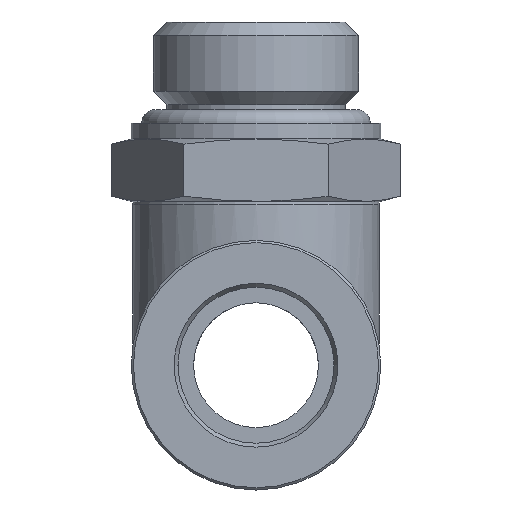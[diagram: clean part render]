
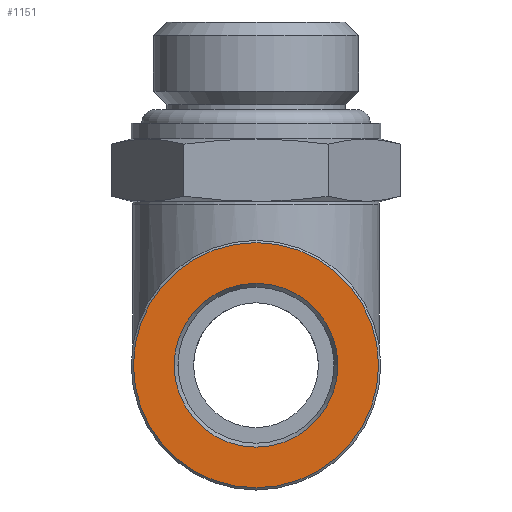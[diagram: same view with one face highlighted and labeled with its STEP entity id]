
A CAD part, left-side view. The second image highlights one B-rep face of the part: STEP entity #1151.
In plain terms, the highlighted planar face has unit normal (-1, 0, 0).
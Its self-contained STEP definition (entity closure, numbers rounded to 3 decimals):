
#38=PLANE('',#1236);
#88=CIRCLE('',#1237,7.859);
#89=CIRCLE('',#1238,5.25);
#170=ORIENTED_EDGE('',*,*,#332,.F.);
#171=ORIENTED_EDGE('',*,*,#333,.T.);
#332=EDGE_CURVE('',#414,#414,#88,.T.);
#333=EDGE_CURVE('',#415,#415,#89,.T.);
#414=VERTEX_POINT('',#1713);
#415=VERTEX_POINT('',#1715);
#506=EDGE_LOOP('',(#170));
#507=EDGE_LOOP('',(#171));
#612=FACE_BOUND('',#506,.T.);
#613=FACE_BOUND('',#507,.T.);
#1151=ADVANCED_FACE('',(#612,#613),#38,.F.);
#1236=AXIS2_PLACEMENT_3D('',#1711,#1389,#1390);
#1237=AXIS2_PLACEMENT_3D('',#1712,#1391,#1392);
#1238=AXIS2_PLACEMENT_3D('',#1714,#1393,#1394);
#1389=DIRECTION('',(1.,0.,0.));
#1390=DIRECTION('',(0.,0.,-1.));
#1391=DIRECTION('',(1.,0.,0.));
#1392=DIRECTION('',(0.,0.,-1.));
#1393=DIRECTION('',(1.,0.,0.));
#1394=DIRECTION('',(0.,0.,-1.));
#1711=CARTESIAN_POINT('',(-26.,0.,0.));
#1712=CARTESIAN_POINT('',(-26.,0.,0.));
#1713=CARTESIAN_POINT('',(-26.,0.,-7.859));
#1714=CARTESIAN_POINT('',(-26.,0.,0.));
#1715=CARTESIAN_POINT('',(-26.,0.,-5.25));
